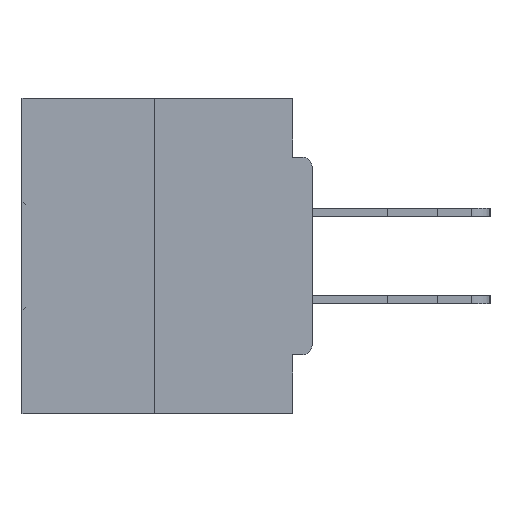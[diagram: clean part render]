
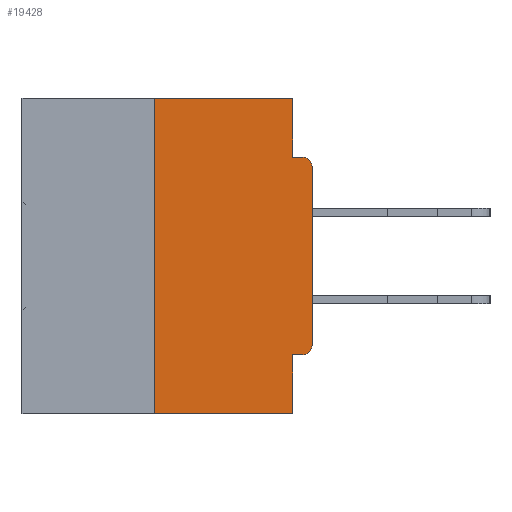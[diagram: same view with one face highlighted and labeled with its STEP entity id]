
A CAD part, left-side view. The second image highlights one B-rep face of the part: STEP entity #19428.
In plain terms, the highlighted planar face has unit normal (-1, 0, 0).
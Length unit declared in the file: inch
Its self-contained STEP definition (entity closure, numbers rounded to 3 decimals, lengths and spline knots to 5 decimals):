
#725 = CARTESIAN_POINT ( 'NONE',  ( 0., 0.46, 0. ) ) ;
#1324 = DIRECTION ( 'NONE',  ( 1., 0., 0. ) ) ;
#2492 = VERTEX_POINT ( 'NONE', #24412 ) ;
#2646 = CARTESIAN_POINT ( 'NONE',  ( 0., 0.25, 0. ) ) ;
#2662 = CARTESIAN_POINT ( 'NONE',  ( 0., 0.46, -0.5 ) ) ;
#2951 = VECTOR ( 'NONE', #3048, 39.37008 ) ;
#3048 = DIRECTION ( 'NONE',  ( 0., 0., -1. ) ) ;
#3078 = DIRECTION ( 'NONE',  ( 0., -1., 0. ) ) ;
#4411 = VECTOR ( 'NONE', #3078, 39.37008 ) ;
#4501 = DIRECTION ( 'NONE',  ( 0., 0., -1. ) ) ;
#4665 = CARTESIAN_POINT ( 'NONE',  ( 0., 0., -0.3915 ) ) ;
#5739 = DIRECTION ( 'NONE',  ( 0., 0., -1. ) ) ;
#5744 = VECTOR ( 'NONE', #9831, 39.37008 ) ;
#5877 = CARTESIAN_POINT ( 'NONE',  ( 0., 0.015, -0.4065 ) ) ;
#7994 = ORIENTED_EDGE ( 'NONE', *, *, #17565, .T. ) ;
#8158 = EDGE_CURVE ( 'NONE', #2492, #9231, #32635, .T. ) ;
#8637 = VERTEX_POINT ( 'NONE', #37409 ) ;
#8656 = LINE ( 'NONE', #35180, #42874 ) ;
#8846 = VERTEX_POINT ( 'NONE', #23220 ) ;
#9231 = VERTEX_POINT ( 'NONE', #10122 ) ;
#9344 = VERTEX_POINT ( 'NONE', #5877 ) ;
#9544 = LINE ( 'NONE', #10228, #41767 ) ;
#9777 = ORIENTED_EDGE ( 'NONE', *, *, #21412, .T. ) ;
#9831 = DIRECTION ( 'NONE',  ( 0., 0., 1. ) ) ;
#9993 = ORIENTED_EDGE ( 'NONE', *, *, #28419, .F. ) ;
#10122 = CARTESIAN_POINT ( 'NONE',  ( 0., 0.25, 0. ) ) ;
#10228 = CARTESIAN_POINT ( 'NONE',  ( 0., 0., -0.4065 ) ) ;
#11681 = VERTEX_POINT ( 'NONE', #27235 ) ;
#12395 = EDGE_CURVE ( 'NONE', #9344, #39562, #25836, .T. ) ;
#12634 = ORIENTED_EDGE ( 'NONE', *, *, #12395, .T. ) ;
#13118 = ORIENTED_EDGE ( 'NONE', *, *, #8158, .F. ) ;
#13253 = EDGE_CURVE ( 'NONE', #9231, #8846, #8656, .T. ) ;
#13315 = DIRECTION ( 'NONE',  ( 0., 0., -1. ) ) ;
#13795 = CIRCLE ( 'NONE', #14783, 0.015 ) ;
#14783 = AXIS2_PLACEMENT_3D ( 'NONE', #42191, #38702, #5739 ) ;
#15329 = DIRECTION ( 'NONE',  ( 0., 0., 1. ) ) ;
#16423 = CARTESIAN_POINT ( 'NONE',  ( 0., 0.031, 0. ) ) ;
#16743 = FACE_OUTER_BOUND ( 'NONE', #23162, .T. ) ;
#17217 = CARTESIAN_POINT ( 'NONE',  ( 0., 0.015, -0.3915 ) ) ;
#17565 = EDGE_CURVE ( 'NONE', #11681, #23144, #13795, .T. ) ;
#19428 = ADVANCED_FACE ( 'NONE', ( #16743 ), #40816, .F. ) ;
#19509 = AXIS2_PLACEMENT_3D ( 'NONE', #725, #1324, #4501 ) ;
#19592 = ORIENTED_EDGE ( 'NONE', *, *, #39340, .T. ) ;
#19941 = CARTESIAN_POINT ( 'NONE',  ( 0., 0., 0. ) ) ;
#20092 = VECTOR ( 'NONE', #36281, 39.37008 ) ;
#20471 = CARTESIAN_POINT ( 'NONE',  ( 0., 0.031, -0.0935 ) ) ;
#21412 = EDGE_CURVE ( 'NONE', #39562, #11681, #31224, .T. ) ;
#22376 = EDGE_CURVE ( 'NONE', #24637, #23144, #38372, .T. ) ;
#22505 = AXIS2_PLACEMENT_3D ( 'NONE', #17217, #26804, #13315 ) ;
#22982 = ORIENTED_EDGE ( 'NONE', *, *, #23670, .F. ) ;
#23144 = VERTEX_POINT ( 'NONE', #40692 ) ;
#23162 = EDGE_LOOP ( 'NONE', ( #39272, #13118, #19592, #22982, #9993, #12634, #9777, #7994, #28456, #42292 ) ) ;
#23220 = CARTESIAN_POINT ( 'NONE',  ( 0., 0.031, 0. ) ) ;
#23670 = EDGE_CURVE ( 'NONE', #8637, #39766, #32662, .T. ) ;
#24412 = CARTESIAN_POINT ( 'NONE',  ( 0., 0.25, -0.5 ) ) ;
#24637 = VERTEX_POINT ( 'NONE', #20471 ) ;
#25359 = VECTOR ( 'NONE', #31818, 39.37008 ) ;
#25836 = CIRCLE ( 'NONE', #22505, 0.015 ) ;
#26804 = DIRECTION ( 'NONE',  ( -1., 0., 0. ) ) ;
#27042 = DIRECTION ( 'NONE',  ( 0., 1., 0. ) ) ;
#27235 = CARTESIAN_POINT ( 'NONE',  ( 0., 0., -0.1085 ) ) ;
#28158 = CARTESIAN_POINT ( 'NONE',  ( 0., 0., -0.0935 ) ) ;
#28419 = EDGE_CURVE ( 'NONE', #9344, #8637, #9544, .T. ) ;
#28456 = ORIENTED_EDGE ( 'NONE', *, *, #22376, .F. ) ;
#28944 = LINE ( 'NONE', #16423, #2951 ) ;
#29109 = CARTESIAN_POINT ( 'NONE',  ( 0., 0.031, -0.5 ) ) ;
#30151 = CARTESIAN_POINT ( 'NONE',  ( 0., 0.031, -0.5 ) ) ;
#31224 = LINE ( 'NONE', #19941, #5744 ) ;
#31818 = DIRECTION ( 'NONE',  ( 0., -1., 0. ) ) ;
#32588 = EDGE_CURVE ( 'NONE', #8846, #24637, #28944, .T. ) ;
#32635 = LINE ( 'NONE', #2646, #40352 ) ;
#32662 = LINE ( 'NONE', #30151, #20092 ) ;
#35180 = CARTESIAN_POINT ( 'NONE',  ( 0., 0.46, 0. ) ) ;
#36281 = DIRECTION ( 'NONE',  ( 0., 0., -1. ) ) ;
#37409 = CARTESIAN_POINT ( 'NONE',  ( 0., 0.031, -0.4065 ) ) ;
#38372 = LINE ( 'NONE', #28158, #25359 ) ;
#38702 = DIRECTION ( 'NONE',  ( -1., 0., 0. ) ) ;
#39272 = ORIENTED_EDGE ( 'NONE', *, *, #13253, .F. ) ;
#39340 = EDGE_CURVE ( 'NONE', #2492, #39766, #40786, .T. ) ;
#39562 = VERTEX_POINT ( 'NONE', #4665 ) ;
#39766 = VERTEX_POINT ( 'NONE', #29109 ) ;
#40352 = VECTOR ( 'NONE', #15329, 39.37008 ) ;
#40692 = CARTESIAN_POINT ( 'NONE',  ( 0., 0.015, -0.0935 ) ) ;
#40786 = LINE ( 'NONE', #2662, #4411 ) ;
#40816 = PLANE ( 'NONE',  #19509 ) ;
#41767 = VECTOR ( 'NONE', #27042, 39.37008 ) ;
#42191 = CARTESIAN_POINT ( 'NONE',  ( 0., 0.015, -0.1085 ) ) ;
#42257 = DIRECTION ( 'NONE',  ( 0., -1., 0. ) ) ;
#42292 = ORIENTED_EDGE ( 'NONE', *, *, #32588, .F. ) ;
#42874 = VECTOR ( 'NONE', #42257, 39.37008 ) ;
